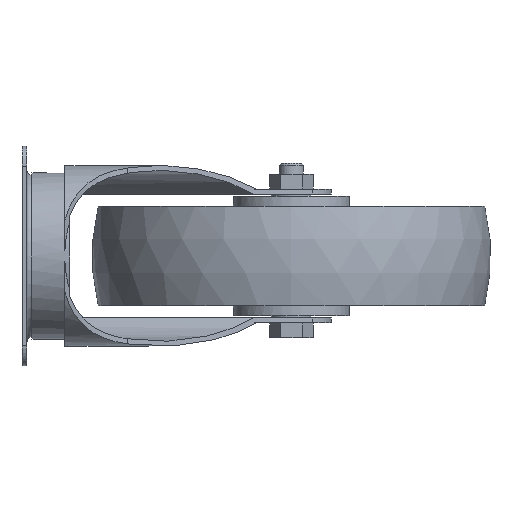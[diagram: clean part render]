
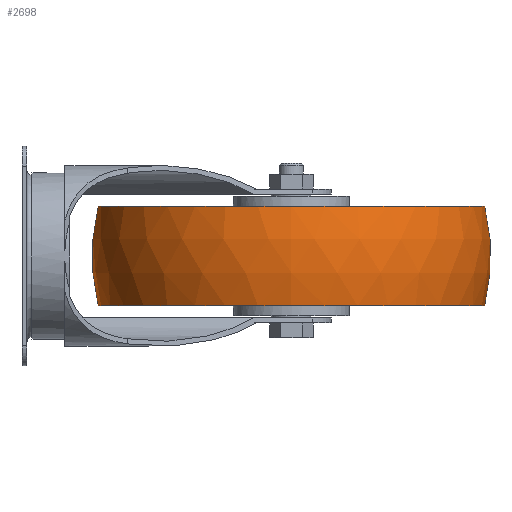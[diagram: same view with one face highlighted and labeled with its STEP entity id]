
A CAD part, left-side view. The second image highlights one B-rep face of the part: STEP entity #2698.
In plain terms, the highlighted spherical face has radius 100 mm.
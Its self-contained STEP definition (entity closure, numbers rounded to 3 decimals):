
#21=SPHERICAL_SURFACE('',#2942,100.);
#198=CIRCLE('',#2941,96.825);
#199=CIRCLE('',#2943,96.825);
#624=ORIENTED_EDGE('',*,*,#1262,.T.);
#625=ORIENTED_EDGE('',*,*,#1263,.F.);
#1262=EDGE_CURVE('',#1597,#1597,#198,.T.);
#1263=EDGE_CURVE('',#1598,#1598,#199,.T.);
#1597=VERTEX_POINT('',#4408);
#1598=VERTEX_POINT('',#4411);
#2285=EDGE_LOOP('',(#624));
#2286=EDGE_LOOP('',(#625));
#2469=FACE_BOUND('',#2285,.T.);
#2470=FACE_BOUND('',#2286,.T.);
#2698=ADVANCED_FACE('',(#2469,#2470),#21,.T.);
#2941=AXIS2_PLACEMENT_3D('',#4407,#3509,#3510);
#2942=AXIS2_PLACEMENT_3D('',#4409,#3511,#3512);
#2943=AXIS2_PLACEMENT_3D('',#4410,#3513,#3514);
#3509=DIRECTION('',(0.,0.,-1.));
#3510=DIRECTION('',(-1.,0.,0.));
#3511=DIRECTION('',(0.,0.,-1.));
#3512=DIRECTION('',(0.,1.,0.));
#3513=DIRECTION('',(0.,0.,-1.));
#3514=DIRECTION('',(-1.,0.,0.));
#4407=CARTESIAN_POINT('',(0.,0.,25.));
#4408=CARTESIAN_POINT('',(-96.825,0.,25.));
#4409=CARTESIAN_POINT('',(0.,0.,0.));
#4410=CARTESIAN_POINT('',(0.,0.,-25.));
#4411=CARTESIAN_POINT('',(-96.825,0.,-25.));
